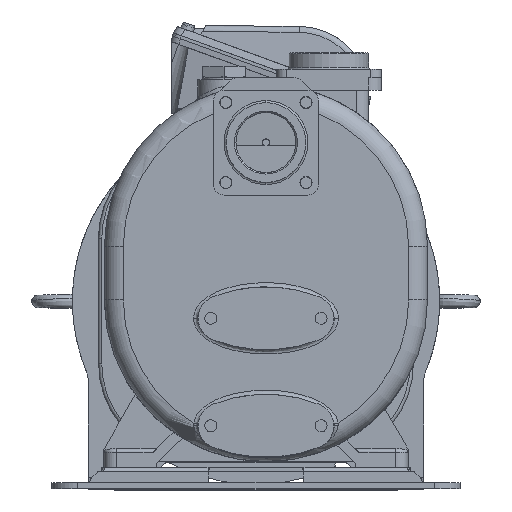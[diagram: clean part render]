
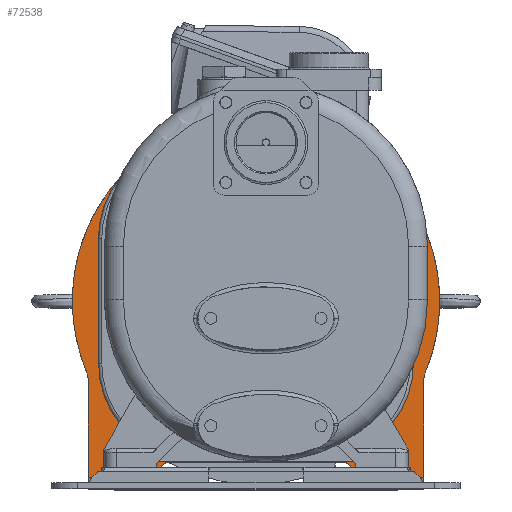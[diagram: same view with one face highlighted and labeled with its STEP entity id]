
A CAD part, top view. The second image highlights one B-rep face of the part: STEP entity #72538.
In plain terms, the highlighted planar face has unit normal (0, 0, 1).
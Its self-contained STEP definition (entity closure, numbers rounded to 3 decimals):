
#499=CARTESIAN_POINT('',(-84.,0.,-552.5));
#500=DIRECTION('',(0.,0.,-1.));
#501=DIRECTION('',(-1.,0.,0.));
#502=AXIS2_PLACEMENT_3D('',#499,#500,#501);
#552=DIRECTION('',(1.,0.,0.));
#553=VECTOR('',#552,70.);
#554=CARTESIAN_POINT('',(-160.,-8.,-552.5));
#555=LINE('',#554,#553);
#767=DIRECTION('',(1.,0.,0.));
#768=VECTOR('',#767,70.);
#769=CARTESIAN_POINT('',(90.,-8.,-552.5));
#770=LINE('',#769,#768);
#780=CARTESIAN_POINT('',(0.,160.,-552.5));
#781=DIRECTION('',(0.,0.,-1.));
#782=DIRECTION('',(-0.923,-0.385,0.));
#783=AXIS2_PLACEMENT_3D('',#780,#781,#782);
#785=DIRECTION('',(0.,-1.,0.));
#786=VECTOR('',#785,93.);
#787=CARTESIAN_POINT('',(160.,85.,-552.5));
#788=LINE('',#787,#786);
#789=DIRECTION('',(0.,1.,0.));
#790=VECTOR('',#789,8.);
#791=CARTESIAN_POINT('',(90.,-8.,-552.5));
#792=LINE('',#791,#790);
#793=DIRECTION('',(-1.,0.,0.));
#794=VECTOR('',#793,168.);
#795=CARTESIAN_POINT('',(84.,6.,-552.5));
#796=LINE('',#795,#794);
#797=DIRECTION('',(0.,1.,0.));
#798=VECTOR('',#797,8.);
#799=CARTESIAN_POINT('',(-90.,-8.,-552.5));
#800=LINE('',#799,#798);
#801=DIRECTION('',(0.,1.,0.));
#802=VECTOR('',#801,93.);
#803=CARTESIAN_POINT('',(-160.,-8.,-552.5));
#804=LINE('',#803,#802);
#818=CARTESIAN_POINT('',(-180.,85.,-552.5));
#819=DIRECTION('',(0.,0.,-1.));
#820=DIRECTION('',(0.923,0.385,0.));
#821=AXIS2_PLACEMENT_3D('',#818,#819,#820);
#836=CARTESIAN_POINT('',(180.,85.,-552.5));
#837=DIRECTION('',(0.,0.,-1.));
#838=DIRECTION('',(-1.,0.,0.));
#839=AXIS2_PLACEMENT_3D('',#836,#837,#838);
#854=CARTESIAN_POINT('',(84.,0.,-552.5));
#855=DIRECTION('',(0.,0.,-1.));
#856=DIRECTION('',(0.,1.,0.));
#857=AXIS2_PLACEMENT_3D('',#854,#855,#856);
#859=CARTESIAN_POINT('',(60.,220.,-552.5));
#860=DIRECTION('',(0.,0.,1.));
#861=DIRECTION('',(1.,0.,0.));
#862=AXIS2_PLACEMENT_3D('',#859,#860,#861);
#873=DIRECTION('',(0.,1.,0.));
#874=VECTOR('',#873,120.);
#875=CARTESIAN_POINT('',(150.,100.,-552.5));
#876=LINE('',#875,#874);
#885=CARTESIAN_POINT('',(60.,100.,-552.5));
#886=DIRECTION('',(0.,0.,1.));
#887=DIRECTION('',(0.,-1.,0.));
#888=AXIS2_PLACEMENT_3D('',#885,#886,#887);
#899=DIRECTION('',(1.,0.,0.));
#900=VECTOR('',#899,120.);
#901=CARTESIAN_POINT('',(-60.,10.,-552.5));
#902=LINE('',#901,#900);
#911=CARTESIAN_POINT('',(-60.,100.,-552.5));
#912=DIRECTION('',(0.,0.,1.));
#913=DIRECTION('',(-1.,0.,0.));
#914=AXIS2_PLACEMENT_3D('',#911,#912,#913);
#925=DIRECTION('',(0.,-1.,0.));
#926=VECTOR('',#925,120.);
#927=CARTESIAN_POINT('',(-150.,220.,-552.5));
#928=LINE('',#927,#926);
#937=CARTESIAN_POINT('',(-60.,220.,-552.5));
#938=DIRECTION('',(0.,0.,1.));
#939=DIRECTION('',(0.,1.,0.));
#940=AXIS2_PLACEMENT_3D('',#937,#938,#939);
#951=DIRECTION('',(-1.,0.,0.));
#952=VECTOR('',#951,120.);
#953=CARTESIAN_POINT('',(60.,310.,-552.5));
#954=LINE('',#953,#952);
#65998=CARTESIAN_POINT('',(-84.,6.,-552.5));
#66000=VERTEX_POINT('',#65998);
#66002=CARTESIAN_POINT('',(-90.,0.,-552.5));
#66004=VERTEX_POINT('',#66002);
#66014=CARTESIAN_POINT('',(90.,0.,-552.5));
#66016=VERTEX_POINT('',#66014);
#66018=CARTESIAN_POINT('',(84.,6.,-552.5));
#66020=VERTEX_POINT('',#66018);
#66029=CARTESIAN_POINT('',(-90.,-8.,-552.5));
#66030=VERTEX_POINT('',#66029);
#66031=CARTESIAN_POINT('',(90.,-8.,-552.5));
#66032=VERTEX_POINT('',#66031);
#66037=CARTESIAN_POINT('',(160.,85.,-552.5));
#66038=CARTESIAN_POINT('',(160.,-8.,-552.5));
#66039=VERTEX_POINT('',#66037);
#66040=VERTEX_POINT('',#66038);
#66045=CARTESIAN_POINT('',(-160.,-8.,-552.5));
#66046=CARTESIAN_POINT('',(-160.,85.,-552.5));
#66047=VERTEX_POINT('',#66045);
#66048=VERTEX_POINT('',#66046);
#66055=CARTESIAN_POINT('',(-161.538,92.692,-552.5));
#66056=VERTEX_POINT('',#66055);
#66059=CARTESIAN_POINT('',(161.538,92.692,-552.5));
#66060=VERTEX_POINT('',#66059);
#66061=CARTESIAN_POINT('',(150.,220.,-552.5));
#66062=CARTESIAN_POINT('',(60.,310.,-552.5));
#66063=VERTEX_POINT('',#66061);
#66064=VERTEX_POINT('',#66062);
#66065=CARTESIAN_POINT('',(-60.,310.,-552.5));
#66066=VERTEX_POINT('',#66065);
#66067=CARTESIAN_POINT('',(-150.,220.,-552.5));
#66068=VERTEX_POINT('',#66067);
#66069=CARTESIAN_POINT('',(-150.,100.,-552.5));
#66070=VERTEX_POINT('',#66069);
#66071=CARTESIAN_POINT('',(-60.,10.,-552.5));
#66072=VERTEX_POINT('',#66071);
#66073=CARTESIAN_POINT('',(60.,10.,-552.5));
#66074=VERTEX_POINT('',#66073);
#66075=CARTESIAN_POINT('',(150.,100.,-552.5));
#66076=VERTEX_POINT('',#66075);
#72494=CARTESIAN_POINT('',(0.,160.,-552.5));
#72495=DIRECTION('',(0.,0.,-1.));
#72496=DIRECTION('',(-1.,0.,0.));
#72497=AXIS2_PLACEMENT_3D('',#72494,#72495,#72496);
#72498=PLANE('',#72497);
#72500=ORIENTED_EDGE('',*,*,#72499,.T.);
#72502=ORIENTED_EDGE('',*,*,#72501,.F.);
#72504=ORIENTED_EDGE('',*,*,#72503,.T.);
#72505=ORIENTED_EDGE('',*,*,#72487,.F.);
#72507=ORIENTED_EDGE('',*,*,#72506,.T.);
#72509=ORIENTED_EDGE('',*,*,#72508,.F.);
#72510=ORIENTED_EDGE('',*,*,#72177,.T.);
#72511=ORIENTED_EDGE('',*,*,#72194,.F.);
#72512=ORIENTED_EDGE('',*,*,#72208,.F.);
#72513=ORIENTED_EDGE('',*,*,#72266,.F.);
#72515=ORIENTED_EDGE('',*,*,#72514,.T.);
#72517=ORIENTED_EDGE('',*,*,#72516,.F.);
#72518=EDGE_LOOP('',(#72500,#72502,#72504,#72505,#72507,#72509,#72510,#72511,
#72512,#72513,#72515,#72517));
#72519=FACE_OUTER_BOUND('',#72518,.F.);
#72521=ORIENTED_EDGE('',*,*,#72520,.T.);
#72523=ORIENTED_EDGE('',*,*,#72522,.T.);
#72525=ORIENTED_EDGE('',*,*,#72524,.T.);
#72527=ORIENTED_EDGE('',*,*,#72526,.T.);
#72529=ORIENTED_EDGE('',*,*,#72528,.T.);
#72531=ORIENTED_EDGE('',*,*,#72530,.T.);
#72533=ORIENTED_EDGE('',*,*,#72532,.T.);
#72535=ORIENTED_EDGE('',*,*,#72534,.T.);
#72536=EDGE_LOOP('',(#72521,#72523,#72525,#72527,#72529,#72531,#72533,#72535));
#72537=FACE_BOUND('',#72536,.F.);
#72538=ADVANCED_FACE('',(#72519,#72537),#72498,.F.);
#503=CIRCLE('',#502,6.);
#784=CIRCLE('',#783,175.);
#822=CIRCLE('',#821,20.);
#840=CIRCLE('',#839,20.);
#858=CIRCLE('',#857,6.);
#863=CIRCLE('',#862,90.);
#889=CIRCLE('',#888,90.);
#915=CIRCLE('',#914,90.);
#941=CIRCLE('',#940,90.);
#72177=EDGE_CURVE('',#66020,#66000,#796,.T.);
#72194=EDGE_CURVE('',#66004,#66000,#503,.T.);
#72208=EDGE_CURVE('',#66030,#66004,#800,.T.);
#72266=EDGE_CURVE('',#66047,#66030,#555,.T.);
#72487=EDGE_CURVE('',#66032,#66040,#770,.T.);
#72499=EDGE_CURVE('',#66056,#66060,#784,.T.);
#72501=EDGE_CURVE('',#66039,#66060,#840,.T.);
#72503=EDGE_CURVE('',#66039,#66040,#788,.T.);
#72506=EDGE_CURVE('',#66032,#66016,#792,.T.);
#72508=EDGE_CURVE('',#66020,#66016,#858,.T.);
#72514=EDGE_CURVE('',#66047,#66048,#804,.T.);
#72516=EDGE_CURVE('',#66056,#66048,#822,.T.);
#72520=EDGE_CURVE('',#66063,#66064,#863,.T.);
#72522=EDGE_CURVE('',#66064,#66066,#954,.T.);
#72524=EDGE_CURVE('',#66066,#66068,#941,.T.);
#72526=EDGE_CURVE('',#66068,#66070,#928,.T.);
#72528=EDGE_CURVE('',#66070,#66072,#915,.T.);
#72530=EDGE_CURVE('',#66072,#66074,#902,.T.);
#72532=EDGE_CURVE('',#66074,#66076,#889,.T.);
#72534=EDGE_CURVE('',#66076,#66063,#876,.T.);
